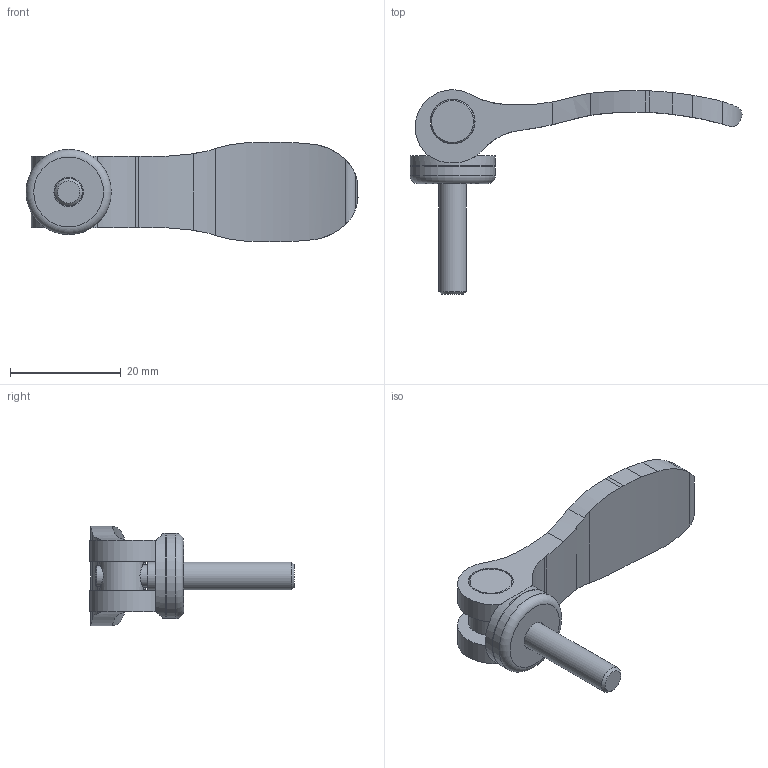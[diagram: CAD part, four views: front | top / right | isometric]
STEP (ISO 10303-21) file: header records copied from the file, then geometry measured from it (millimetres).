
FILE_DESCRIPTION( ( 'STEP AP214' ), '1' );
FILE_NAME( 'K0005.0501105X20.stp', '2020-11-24T14:09:31', ( '' ), ( '' ), ' ', 'PARTsolutions', ' ' );
FILE_SCHEMA( ( 'AUTOMOTIVE_DESIGN { 1 0 10303 214 1 1 1 1 }' ) );
Length unit declared in the file: millimetre
Products named in the file (6): K0005.0501105X20; _exzentergriff_0; _achsbolzen_M 510; _stiftschraube_M 5_200; _scheibe_0; _druckscheibe_0
Assembly tree (5 placements, depth 2):
  K0005.0501105X20
    _exzentergriff_0
    _achsbolzen_M 510
    _stiftschraube_M 5_200
    _scheibe_0
    _druckscheibe_0
Bounding box: 60 x 36.95 x 18 mm (x, y, z)
Volume: 5431.3 mm3; surface area: 4851.9 mm2
Topology: 5 solids, 5 shells, 84 faces, 212 edges, 139 vertices
Faces by surface type: cylinder 45, plane 23, cone 10, torus 6
Full cylindrical faces by diameter (mm): 4 x1, 4.459 x1, 5 x1, 5.3 x1, 5.5 x1, 8 x1, 8.1 x2, 14 x2, 15.4 x1
Entity records: 3608 total; most frequent: CARTESIAN_POINT 982, ORIENTED_EDGE 372, DIRECTION 368, EDGE_CURVE 186, AXIS2_PLACEMENT_3D 159, VERTEX_POINT 133, EDGE_LOOP 114, FACE_OUTER_BOUND 99
